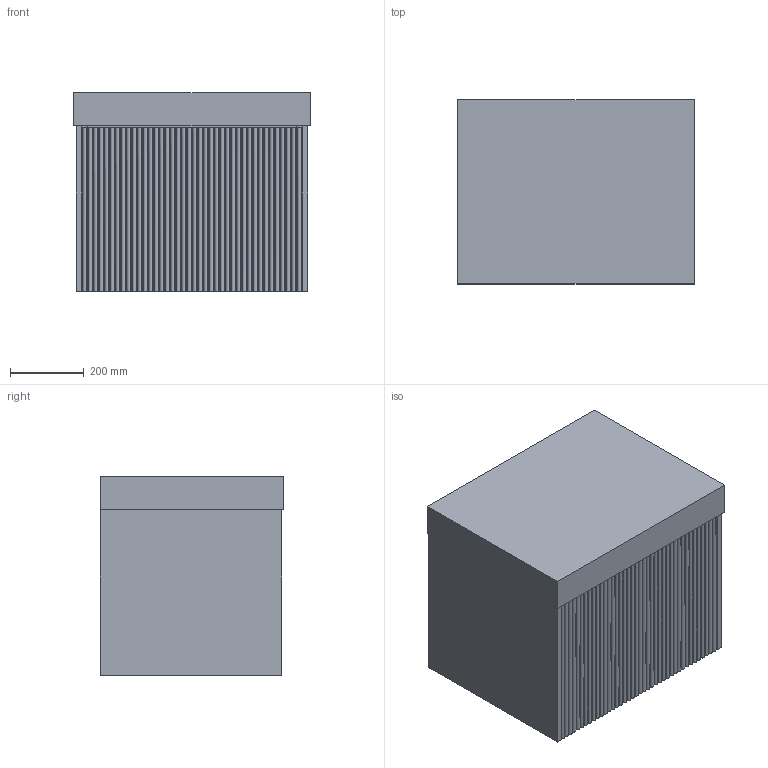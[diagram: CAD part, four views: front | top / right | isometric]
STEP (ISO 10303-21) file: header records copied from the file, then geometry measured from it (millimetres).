
FILE_DESCRIPTION(/* description */ (''),/* implementation_level */ '2;1');
FILE_NAME(/* name */ 'Kado Neue Fluted Square 600 (90MM)',/* time_stamp */ '2025-07-09T15:07:16+10:00',/* author */ (''),/* organization */ (''),/* preprocessor_version */ 'ST-DEVELOPER v16.5',/* originating_system */ '',/* authorisation */ '');
FILE_SCHEMA (('AUTOMOTIVE_DESIGN'));
Length unit declared in the file: millimetre
Products named in the file (10): Document; Kado Neue Fluted Square RENDER ASSEMBLY; Kado Neue Fluted Square ALL3132; Kado Neue Fluted Square 6002930; Kado Neue Fluted Filler23456789101112; Kado Neue Fluted Carcass 90025; Kado Neue Fluted Panel 59528; Kado Neue Fluted Panel 595151617181920212223; Kado Neue Fluted Square Benchtop (90MM) ALL2627; Kado Neue Fluted Square 600 Benchtop (90MM)
Assembly tree (10 placements, depth 6):
  Document
    Kado Neue Fluted Square RENDER ASSEMBLY
      Kado Neue Fluted Square ALL3132
        Kado Neue Fluted Square 6002930
          Kado Neue Fluted Filler23456789101112  x2
          Kado Neue Fluted Carcass 90025
          Kado Neue Fluted Panel 59528
            Kado Neue Fluted Panel 595151617181920212223
      Kado Neue Fluted Square Benchtop (90MM) ALL2627
        Kado Neue Fluted Square 600 Benchtop (90MM)
Bounding box: 642 x 500 x 540 mm (x, y, z)
Volume: 33686299.4 mm3; surface area: 4702704.1 mm2
Topology: 9 solids, 9 shells, 215 faces, 588 edges, 392 vertices
Faces by surface type: cylinder 118, plane 97
Entity records: 6318 total; most frequent: CARTESIAN_POINT 2165, ORIENTED_EDGE 1152, EDGE_CURVE 576, VERTEX_POINT 384, B_SPLINE_CURVE_WITH_KNOTS 340, DIRECTION 257, AXIS2_PLACEMENT_3D 233, EDGE_LOOP 210
